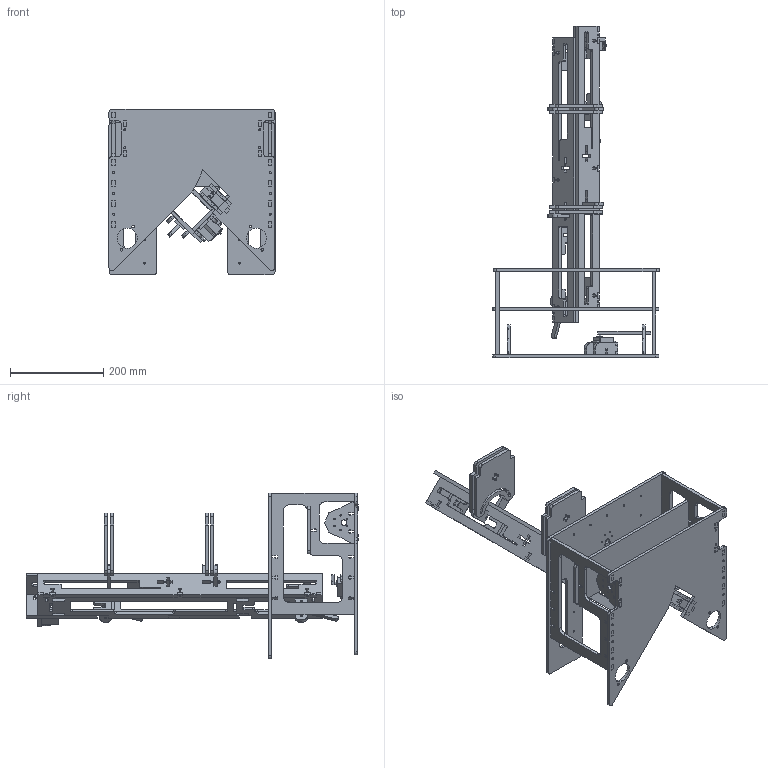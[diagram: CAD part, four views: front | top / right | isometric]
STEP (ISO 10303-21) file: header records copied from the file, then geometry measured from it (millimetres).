
FILE_DESCRIPTION (( 'STEP AP214' ), '1' );
FILE_NAME ('maslab.step', '2017-01-27T22:45:29', ( '' ), ( '' ), 'SwSTEP 2.0', 'SolidWorks 2015', '' );
FILE_SCHEMA (( 'AUTOMOTIVE_DESIGN' ));
Length unit declared in the file: centimetre
Products named in the file (20): maslab; botvac_arm_box_side; botvac_base; support_plate; support_arm; cross_brace; chimney; power_hd_6001hb_servo; botvac_pusher_rest; botvac_chimney_side1; botvac_level_2; motor_plate; botvac_chimney_side2; servo_side; botvac_block_pusher_mount; servo_front; botvac_arm; botvac_arm_box_front; botvac_side; botvac_block_pusher
Assembly tree (36 placements, depth 3):
  maslab
    botvac_base
    motor_plate  x2
    botvac_side  x2
    botvac_level_2
    chimney
      botvac_chimney_side1  x2
      botvac_chimney_side2  x2
      support_arm  x2
      support_plate  x2
    support_arm  x2
    support_plate  x2
    cross_brace
    botvac_pusher_rest  x2
    botvac_block_pusher_mount  x4
    botvac_block_pusher  x2
    botvac_arm_box_side  x2
    botvac_arm_box_front
    power_hd_6001hb_servo  x2
    botvac_arm
    servo_front
    servo_side
Bounding box: 356.04 x 711.71 x 355.6 mm (x, y, z)
Volume: 2890780.5 mm3; surface area: 1057438.3 mm2
Topology: 35 solids, 35 shells, 1793 faces, 5097 edges, 3384 vertices
Faces by surface type: plane 1291, cylinder 488, sphere 8, cone 6
Entity records: 34207 total; most frequent: CARTESIAN_POINT 5901, ORIENTED_EDGE 5778, DIRECTION 5527, EDGE_CURVE 2889, VECTOR 2325, LINE 2325, VERTEX_POINT 1919, AXIS2_PLACEMENT_3D 1601
